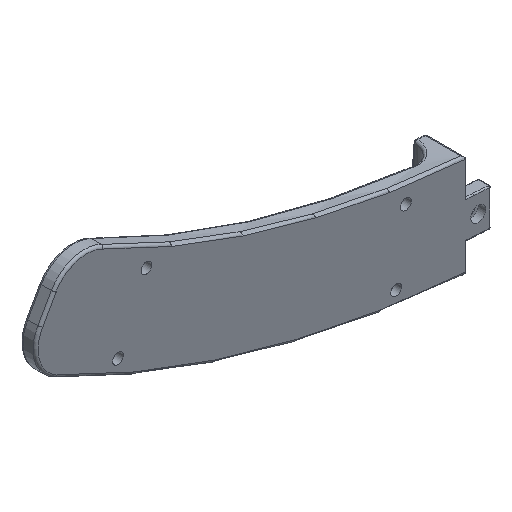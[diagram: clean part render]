
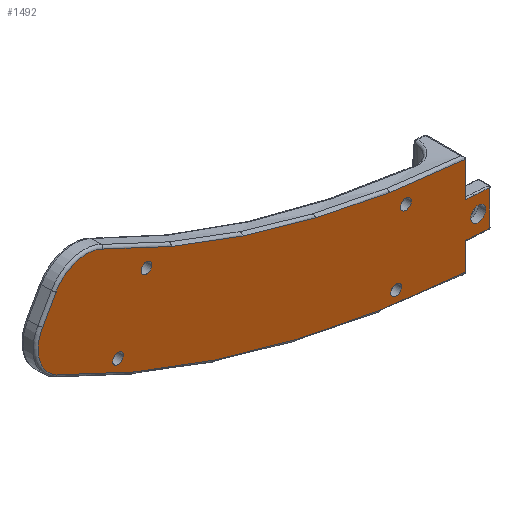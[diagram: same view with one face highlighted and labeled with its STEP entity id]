
A CAD part, isometric view. The second image highlights one B-rep face of the part: STEP entity #1492.
In plain terms, the highlighted planar face has unit normal (0, -1, 0).
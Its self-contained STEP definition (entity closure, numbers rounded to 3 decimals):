
#24=FACE_BOUND('',#300,.T.);
#25=FACE_BOUND('',#301,.T.);
#26=FACE_BOUND('',#302,.T.);
#27=FACE_BOUND('',#303,.T.);
#28=FACE_BOUND('',#304,.T.);
#68=PLANE('',#1685);
#199=FACE_OUTER_BOUND('',#299,.T.);
#299=EDGE_LOOP('',(#1275,#1276,#1277,#1278,#1279,#1280,#1281,#1282,#1283,
#1284,#1285));
#300=EDGE_LOOP('',(#1286));
#301=EDGE_LOOP('',(#1287));
#302=EDGE_LOOP('',(#1288));
#303=EDGE_LOOP('',(#1289));
#304=EDGE_LOOP('',(#1290));
#355=CIRCLE('',#1551,1.);
#385=CIRCLE('',#1594,380.189);
#387=CIRCLE('',#1597,14.);
#391=CIRCLE('',#1603,14.);
#393=CIRCLE('',#1606,419.);
#424=CIRCLE('',#1659,408.123);
#428=CIRCLE('',#1665,394.123);
#440=CIRCLE('',#1686,3.);
#441=CIRCLE('',#1687,2.125);
#442=CIRCLE('',#1688,2.125);
#443=CIRCLE('',#1689,2.125);
#444=CIRCLE('',#1690,2.125);
#477=LINE('',#2834,#539);
#488=LINE('',#3004,#550);
#492=LINE('',#3055,#554);
#497=LINE('',#3102,#559);
#539=VECTOR('',#1915,10.);
#550=VECTOR('',#1996,10.);
#554=VECTOR('',#2000,10.);
#559=VECTOR('',#2069,10.);
#618=VERTEX_POINT('',#2590);
#619=VERTEX_POINT('',#2592);
#645=VERTEX_POINT('',#2816);
#646=VERTEX_POINT('',#2818);
#648=VERTEX_POINT('',#2826);
#650=VERTEX_POINT('',#2832);
#652=VERTEX_POINT('',#2838);
#670=VERTEX_POINT('',#3003);
#677=VERTEX_POINT('',#3044);
#682=VERTEX_POINT('',#3081);
#687=VERTEX_POINT('',#3094);
#694=VERTEX_POINT('',#3133);
#695=VERTEX_POINT('',#3135);
#696=VERTEX_POINT('',#3137);
#697=VERTEX_POINT('',#3139);
#698=VERTEX_POINT('',#3141);
#767=EDGE_CURVE('',#618,#619,#355,.T.);
#814=EDGE_CURVE('',#645,#646,#385,.T.);
#817=EDGE_CURVE('',#648,#645,#387,.T.);
#820=EDGE_CURVE('',#650,#648,#477,.T.);
#823=EDGE_CURVE('',#652,#650,#391,.T.);
#825=EDGE_CURVE('',#619,#652,#393,.T.);
#858=EDGE_CURVE('',#646,#670,#488,.T.);
#866=EDGE_CURVE('',#677,#618,#492,.T.);
#882=EDGE_CURVE('',#682,#677,#424,.T.);
#886=EDGE_CURVE('',#670,#687,#428,.T.);
#889=EDGE_CURVE('',#687,#682,#497,.T.);
#906=EDGE_CURVE('',#694,#694,#440,.T.);
#907=EDGE_CURVE('',#695,#695,#441,.T.);
#908=EDGE_CURVE('',#696,#696,#442,.T.);
#909=EDGE_CURVE('',#697,#697,#443,.T.);
#910=EDGE_CURVE('',#698,#698,#444,.T.);
#1275=ORIENTED_EDGE('',*,*,#767,.F.);
#1276=ORIENTED_EDGE('',*,*,#866,.F.);
#1277=ORIENTED_EDGE('',*,*,#882,.F.);
#1278=ORIENTED_EDGE('',*,*,#889,.F.);
#1279=ORIENTED_EDGE('',*,*,#886,.F.);
#1280=ORIENTED_EDGE('',*,*,#858,.F.);
#1281=ORIENTED_EDGE('',*,*,#814,.F.);
#1282=ORIENTED_EDGE('',*,*,#817,.F.);
#1283=ORIENTED_EDGE('',*,*,#820,.F.);
#1284=ORIENTED_EDGE('',*,*,#823,.F.);
#1285=ORIENTED_EDGE('',*,*,#825,.F.);
#1286=ORIENTED_EDGE('',*,*,#906,.T.);
#1287=ORIENTED_EDGE('',*,*,#907,.T.);
#1288=ORIENTED_EDGE('',*,*,#908,.T.);
#1289=ORIENTED_EDGE('',*,*,#909,.T.);
#1290=ORIENTED_EDGE('',*,*,#910,.T.);
#1492=ADVANCED_FACE('',(#199,#24,#25,#26,#27,#28),#68,.T.);
#1551=AXIS2_PLACEMENT_3D('',#2593,#1807,#1808);
#1594=AXIS2_PLACEMENT_3D('',#2819,#1901,#1902);
#1597=AXIS2_PLACEMENT_3D('',#2828,#1907,#1908);
#1603=AXIS2_PLACEMENT_3D('',#2840,#1921,#1922);
#1606=AXIS2_PLACEMENT_3D('',#2843,#1927,#1928);
#1659=AXIS2_PLACEMENT_3D('',#3089,#2050,#2051);
#1665=AXIS2_PLACEMENT_3D('',#3098,#2062,#2063);
#1685=AXIS2_PLACEMENT_3D('',#3132,#2110,#2111);
#1686=AXIS2_PLACEMENT_3D('',#3134,#2112,#2113);
#1687=AXIS2_PLACEMENT_3D('',#3136,#2114,#2115);
#1688=AXIS2_PLACEMENT_3D('',#3138,#2116,#2117);
#1689=AXIS2_PLACEMENT_3D('',#3140,#2118,#2119);
#1690=AXIS2_PLACEMENT_3D('',#3142,#2120,#2121);
#1807=DIRECTION('center_axis',(0.,1.,0.));
#1808=DIRECTION('ref_axis',(0.68,0.,-0.733));
#1901=DIRECTION('center_axis',(0.,-1.,0.));
#1902=DIRECTION('ref_axis',(-0.275,0.,-0.962));
#1907=DIRECTION('center_axis',(0.,1.,0.));
#1908=DIRECTION('ref_axis',(-0.285,0.,0.958));
#1915=DIRECTION('',(0.493,0.,0.87));
#1921=DIRECTION('center_axis',(0.,1.,0.));
#1922=DIRECTION('ref_axis',(-0.959,0.,-0.285));
#1927=DIRECTION('center_axis',(0.,1.,0.));
#1928=DIRECTION('ref_axis',(-0.271,0.,-0.962));
#1996=DIRECTION('',(0.,0.,-1.));
#2000=DIRECTION('',(0.,0.,-1.));
#2050=DIRECTION('center_axis',(0.,1.,0.));
#2051=DIRECTION('ref_axis',(-0.061,0.,-0.998));
#2062=DIRECTION('center_axis',(0.,-1.,0.));
#2063=DIRECTION('ref_axis',(-0.064,0.,-0.998));
#2069=DIRECTION('',(0.,0.,-1.));
#2110=DIRECTION('center_axis',(0.,-1.,0.));
#2111=DIRECTION('ref_axis',(1.,0.,0.));
#2112=DIRECTION('center_axis',(0.,1.,0.));
#2113=DIRECTION('ref_axis',(1.,0.,0.));
#2114=DIRECTION('center_axis',(0.,1.,0.));
#2115=DIRECTION('ref_axis',(0.914,0.,-0.407));
#2116=DIRECTION('center_axis',(0.,1.,0.));
#2117=DIRECTION('ref_axis',(0.99,0.,-0.139));
#2118=DIRECTION('center_axis',(0.,1.,0.));
#2119=DIRECTION('ref_axis',(0.914,0.,-0.407));
#2120=DIRECTION('center_axis',(0.,1.,0.));
#2121=DIRECTION('ref_axis',(0.99,0.,-0.139));
#2590=CARTESIAN_POINT('',(-30.,0.,-417.852));
#2592=CARTESIAN_POINT('',(-30.003,0.,-417.924));
#2593=CARTESIAN_POINT('Origin',(-31.,0.,-417.852));
#2816=CARTESIAN_POINT('',(-174.552,0.,-337.75));
#2818=CARTESIAN_POINT('',(-30.,0.,-379.003));
#2819=CARTESIAN_POINT('Origin',(0.,0.,0.));
#2826=CARTESIAN_POINT('',(-193.163,0.,-343.291));
#2828=CARTESIAN_POINT('Origin',(-180.979,0.,-350.187));
#2832=CARTESIAN_POINT('',(-198.492,0.,-352.706));
#2834=CARTESIAN_POINT('',(-197.206,0.,-350.434));
#2838=CARTESIAN_POINT('',(-192.749,0.,-372.033));
#2840=CARTESIAN_POINT('Origin',(-186.309,0.,-359.603));
#2843=CARTESIAN_POINT('Origin',(0.,0.,0.));
#3003=CARTESIAN_POINT('',(-30.,0.,-392.98));
#3004=CARTESIAN_POINT('',(-30.,0.,-378.));
#3044=CARTESIAN_POINT('',(-30.,0.,-407.019));
#3055=CARTESIAN_POINT('',(-30.,0.,-378.));
#3081=CARTESIAN_POINT('',(-20.5,0.,-407.608));
#3089=CARTESIAN_POINT('Origin',(0.,0.,0.));
#3094=CARTESIAN_POINT('',(-20.5,0.,-393.589));
#3098=CARTESIAN_POINT('Origin',(0.,0.,0.));
#3102=CARTESIAN_POINT('',(-20.5,0.,-383.787));
#3132=CARTESIAN_POINT('Origin',(-118.444,0.,-374.46));
#3133=CARTESIAN_POINT('',(-28.,0.,-400.343));
#3134=CARTESIAN_POINT('Origin',(-25.,0.,-400.343));
#3135=CARTESIAN_POINT('',(-159.107,0.,-352.135));
#3136=CARTESIAN_POINT('Origin',(-157.165,0.,-352.999));
#3137=CARTESIAN_POINT('',(-59.765,0.,-409.984));
#3138=CARTESIAN_POINT('Origin',(-57.661,0.,-410.279));
#3139=CARTESIAN_POINT('',(-170.457,0.,-377.628));
#3140=CARTESIAN_POINT('Origin',(-168.516,0.,-378.492));
#3141=CARTESIAN_POINT('',(-55.882,0.,-382.35));
#3142=CARTESIAN_POINT('Origin',(-53.777,0.,-382.645));
